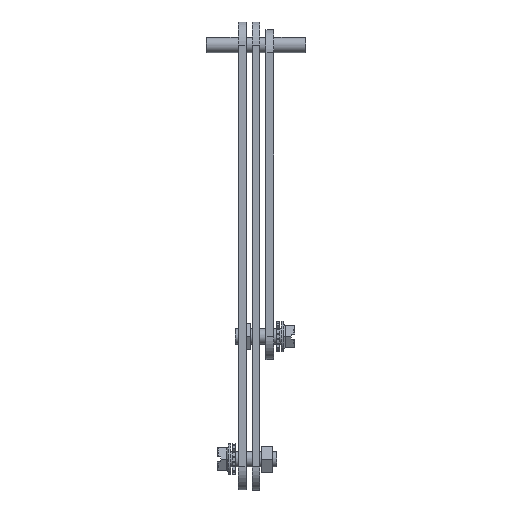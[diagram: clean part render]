
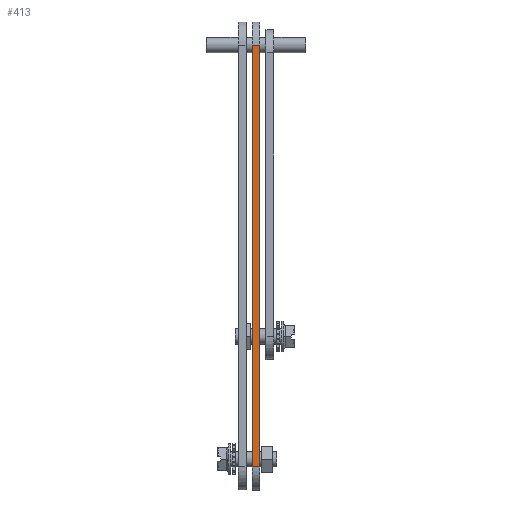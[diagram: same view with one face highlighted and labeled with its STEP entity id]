
A CAD part, left-side view. The second image highlights one B-rep face of the part: STEP entity #413.
In plain terms, the highlighted planar face has unit normal (-1, 0, 0).
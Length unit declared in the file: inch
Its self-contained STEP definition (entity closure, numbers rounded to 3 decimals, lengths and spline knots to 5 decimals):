
#26 = LINE ( 'NONE', #7847, #6828 ) ;
#60 = DIRECTION ( 'NONE',  ( 0., 1., 0. ) ) ;
#155 = EDGE_CURVE ( 'NONE', #3300, #2907, #3832, .T. ) ;
#275 = DIRECTION ( 'NONE',  ( 1., 0., 0. ) ) ;
#413 = ADVANCED_FACE ( 'NONE', ( #2906 ), #981, .F. ) ;
#659 = CARTESIAN_POINT ( 'NONE',  ( -3.8125, -0.125, -3.4375 ) ) ;
#981 = PLANE ( 'NONE',  #1297 ) ;
#1297 = AXIS2_PLACEMENT_3D ( 'NONE', #2226, #275, #6233 ) ;
#1474 = LINE ( 'NONE', #2298, #3237 ) ;
#1594 = CARTESIAN_POINT ( 'NONE',  ( -3.8125, 0., 3.4375 ) ) ;
#2226 = CARTESIAN_POINT ( 'NONE',  ( -3.8125, -0.125, 3.4375 ) ) ;
#2298 = CARTESIAN_POINT ( 'NONE',  ( -3.8125, -0.125, 3.4375 ) ) ;
#2354 = EDGE_LOOP ( 'NONE', ( #2395, #4037, #6641, #3264 ) ) ;
#2395 = ORIENTED_EDGE ( 'NONE', *, *, #3480, .F. ) ;
#2664 = DIRECTION ( 'NONE',  ( 0., 0., -1. ) ) ;
#2906 = FACE_OUTER_BOUND ( 'NONE', #2354, .T. ) ;
#2907 = VERTEX_POINT ( 'NONE', #6002 ) ;
#2981 = VECTOR ( 'NONE', #60, 39.37008 ) ;
#3171 = DIRECTION ( 'NONE',  ( 0., 0., -1. ) ) ;
#3237 = VECTOR ( 'NONE', #6824, 39.37008 ) ;
#3264 = ORIENTED_EDGE ( 'NONE', *, *, #155, .T. ) ;
#3300 = VERTEX_POINT ( 'NONE', #1594 ) ;
#3480 = EDGE_CURVE ( 'NONE', #3889, #2907, #4211, .T. ) ;
#3555 = CARTESIAN_POINT ( 'NONE',  ( -3.8125, -0.125, -3.4375 ) ) ;
#3764 = VECTOR ( 'NONE', #3171, 39.37008 ) ;
#3832 = LINE ( 'NONE', #6367, #3764 ) ;
#3889 = VERTEX_POINT ( 'NONE', #659 ) ;
#4037 = ORIENTED_EDGE ( 'NONE', *, *, #7017, .F. ) ;
#4211 = LINE ( 'NONE', #3555, #2981 ) ;
#6002 = CARTESIAN_POINT ( 'NONE',  ( -3.8125, 0., -3.4375 ) ) ;
#6233 = DIRECTION ( 'NONE',  ( 0., 0., -1. ) ) ;
#6260 = CARTESIAN_POINT ( 'NONE',  ( -3.8125, -0.125, 3.4375 ) ) ;
#6367 = CARTESIAN_POINT ( 'NONE',  ( -3.8125, 0., -3.4375 ) ) ;
#6641 = ORIENTED_EDGE ( 'NONE', *, *, #6760, .F. ) ;
#6760 = EDGE_CURVE ( 'NONE', #3300, #6776, #1474, .T. ) ;
#6776 = VERTEX_POINT ( 'NONE', #6260 ) ;
#6824 = DIRECTION ( 'NONE',  ( 0., -1., 0. ) ) ;
#6828 = VECTOR ( 'NONE', #2664, 39.37008 ) ;
#7017 = EDGE_CURVE ( 'NONE', #6776, #3889, #26, .T. ) ;
#7847 = CARTESIAN_POINT ( 'NONE',  ( -3.8125, -0.125, 3.4375 ) ) ;
